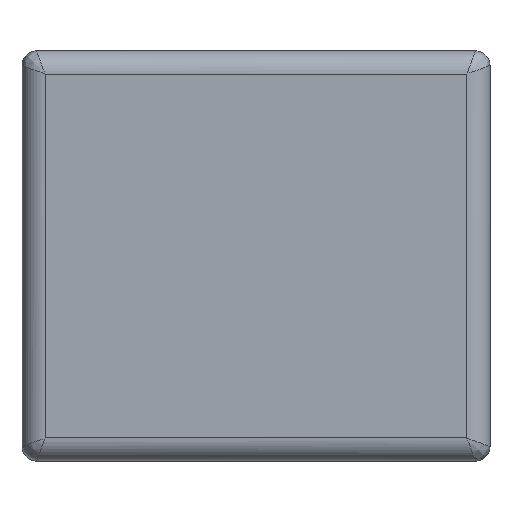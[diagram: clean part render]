
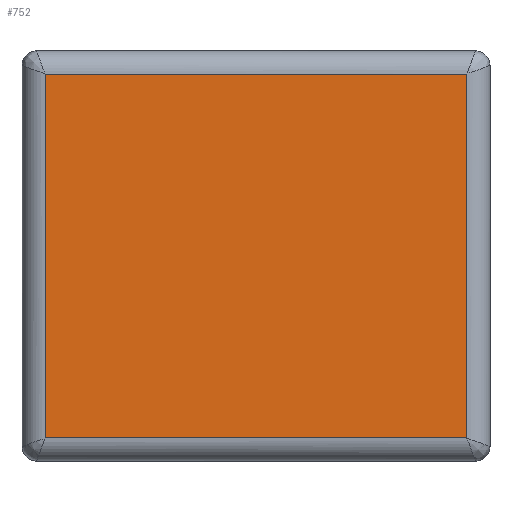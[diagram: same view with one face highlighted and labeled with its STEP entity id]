
A CAD part, left-side view. The second image highlights one B-rep face of the part: STEP entity #752.
In plain terms, the highlighted planar face has unit normal (-1, 0, 0).
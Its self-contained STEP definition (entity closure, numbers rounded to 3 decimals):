
#57=EDGE_CURVE ( 'NONE', #663, #482, #1272, .T. );
#69=CARTESIAN_POINT ( 'NONE',  ( -1.6, 0.73, 1.34 ) );
#76=DIRECTION ( 'NONE',  ( 0., 0., -1. ) );
#78=ORIENTED_EDGE ( 'NONE', *, *, #99, .T. );
#99=EDGE_CURVE ( 'NONE', #882, #959, #1448, .T. );
#101=DIRECTION ( 'NONE',  ( 0., 1., 0. ) );
#102=CARTESIAN_POINT ( 'NONE',  ( -1.6, -0.81, 1.42 ) );
#112=VECTOR ( 'NONE', #557, 1000. );
#118=ORIENTED_EDGE ( 'NONE', *, *, #1587, .T. );
#146=DIRECTION ( 'NONE',  ( 1., 0., 0. ) );
#178=DIRECTION ( 'NONE',  ( 0., -1., 0. ) );
#189=CARTESIAN_POINT ( 'NONE',  ( -1.6, -0.81, 1.34 ) );
#204=FACE_OUTER_BOUND ( 'NONE', #755, .T. );
#257=ORIENTED_EDGE ( 'NONE', *, *, #57, .T. );
#263=AXIS2_PLACEMENT_3D ( 'NONE', #102, #146, #76 );
#323=DIRECTION ( 'NONE',  ( 0., 0., -1. ) );
#373=VECTOR ( 'NONE', #101, 1000. );
#421=CARTESIAN_POINT ( 'NONE',  ( -1.6, -0.73, 1.42 ) );
#471=VECTOR ( 'NONE', #178, 1000. );
#482=VERTEX_POINT ( 'NONE', #69 );
#550=CARTESIAN_POINT ( 'NONE',  ( -1.6, -0.73, 1.34 ) );
#557=DIRECTION ( 'NONE',  ( 0., 0., 1. ) );
#571=CARTESIAN_POINT ( 'NONE',  ( -1.6, 0.73, 1.42 ) );
#663=VERTEX_POINT ( 'NONE', #550 );
#752=ADVANCED_FACE ( 'NONE', ( #204 ), #1090, .F. );
#755=EDGE_LOOP ( 'NONE', ( #1164, #78, #118, #257 ) );
#801=CARTESIAN_POINT ( 'NONE',  ( -1.6, -0.73, 0.08 ) );
#882=VERTEX_POINT ( 'NONE', #1007 );
#959=VERTEX_POINT ( 'NONE', #801 );
#1007=CARTESIAN_POINT ( 'NONE',  ( -1.6, 0.73, 0.08 ) );
#1090=PLANE ( 'NONE',  #263 );
#1140=EDGE_CURVE ( 'NONE', #482, #882, #1619, .T. );
#1164=ORIENTED_EDGE ( 'NONE', *, *, #1140, .T. );
#1272=LINE ( 'NONE', #189, #373 );
#1323=CARTESIAN_POINT ( 'NONE',  ( -1.6, 0., 0.08 ) );
#1397=VECTOR ( 'NONE', #323, 1000. );
#1448=LINE ( 'NONE', #1323, #471 );
#1587=EDGE_CURVE ( 'NONE', #959, #663, #1675, .T. );
#1619=LINE ( 'NONE', #571, #1397 );
#1675=LINE ( 'NONE', #421, #112 );
